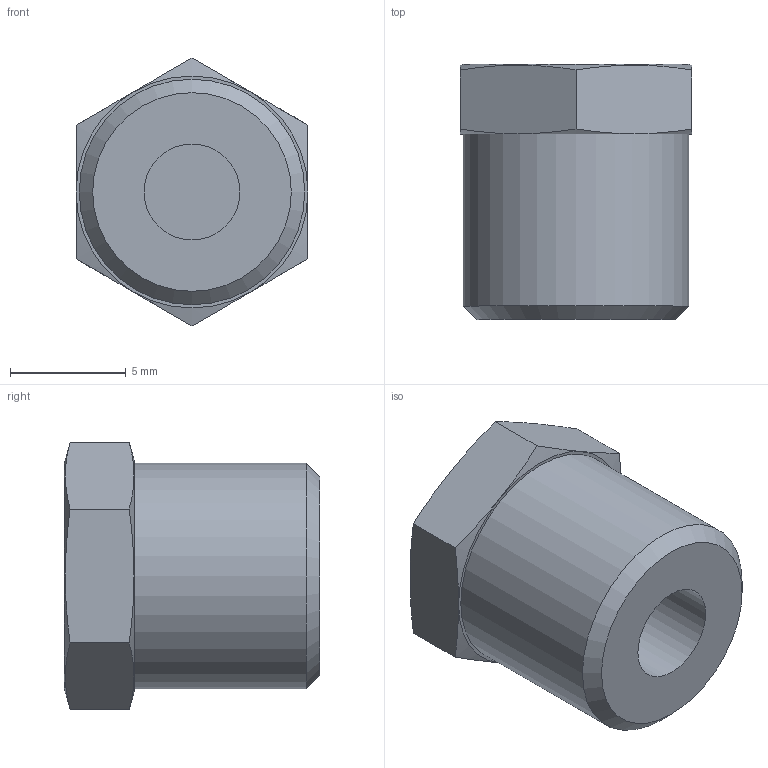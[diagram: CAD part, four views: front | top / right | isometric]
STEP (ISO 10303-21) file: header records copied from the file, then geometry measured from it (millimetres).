
FILE_DESCRIPTION( ( 'STEP AP214' ), '1' );
FILE_NAME( 'M-5B.stp', '2019-10-18T14:04:29', ( '' ), ( '' ), ' ', 'PARTsolutions', ' ' );
FILE_SCHEMA( ( 'AUTOMOTIVE_DESIGN { 1 0 10303 214 1 1 1 1 }' ) );
Length unit declared in the file: millimetre
Products named in the file (1): _M-5B
Bounding box: 10 x 11 x 11.55 mm (x, y, z)
Volume: 758.2 mm3; surface area: 588 mm2
Topology: 1 solids, 1 shells, 23 faces, 45 edges, 27 vertices
Faces by surface type: plane 11, cone 9, cylinder 3
Full cylindrical faces by diameter (mm): 4.134 x2, 9.728 x1
Entity records: 786 total; most frequent: CARTESIAN_POINT 160, DIRECTION 84, ORIENTED_EDGE 78, AXIS2_PLACEMENT_3D 39, EDGE_CURVE 39, EDGE_LOOP 32, VERTEX_POINT 27, FACE_OUTER_BOUND 26
